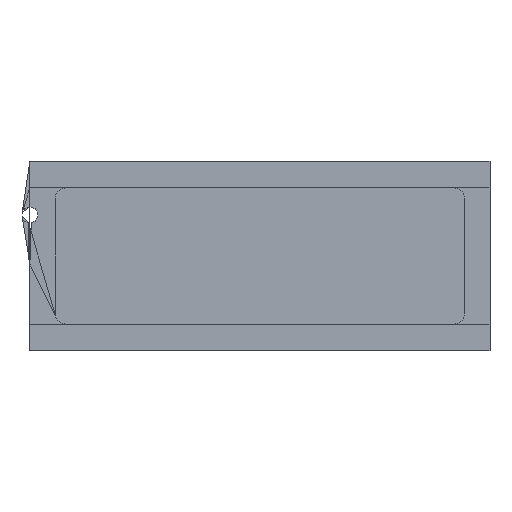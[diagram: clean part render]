
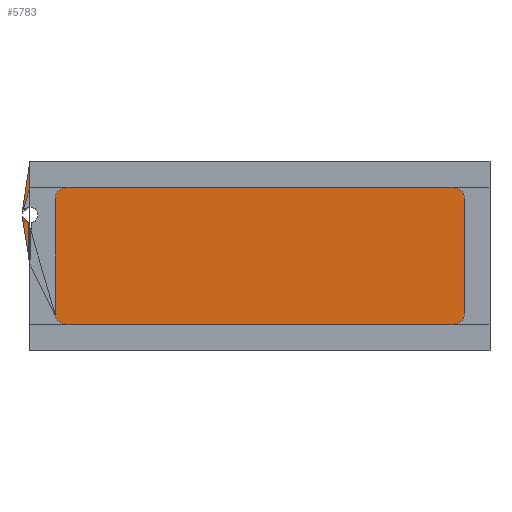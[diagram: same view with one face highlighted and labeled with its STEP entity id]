
A CAD part, top view. The second image highlights one B-rep face of the part: STEP entity #5783.
In plain terms, the highlighted planar face has unit normal (0, 0, -1).
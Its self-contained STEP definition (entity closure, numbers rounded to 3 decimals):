
#5360 = CARTESIAN_POINT ( 'NONE',  ( -21.59, 8.89, 0. ) ) ;
#5361 = VERTEX_POINT ( 'NONE', #5360 ) ;
#5362 = CARTESIAN_POINT ( 'NONE',  ( -21.59, 0.75, 0. ) ) ;
#5363 = VERTEX_POINT ( 'NONE', #5362 ) ;
#5364 = CARTESIAN_POINT ( 'NONE',  ( -21.59, -8.89, 0. ) ) ;
#5365 = DIRECTION ( 'NONE',  ( 0., -1., 0. ) ) ;
#5366 = VECTOR ( 'NONE', #5365, 1000. ) ;
#5367 = LINE ( 'NONE', #5364, #5366 ) ;
#5368 = EDGE_CURVE ( 'NONE', #5361, #5363, #5367, .T. ) ;
#5540 = CARTESIAN_POINT ( 'NONE',  ( 21.59, -8.89, 0. ) ) ;
#5541 = VERTEX_POINT ( 'NONE', #5540 ) ;
#5542 = CARTESIAN_POINT ( 'NONE',  ( 21.59, 8.89, 0. ) ) ;
#5543 = VERTEX_POINT ( 'NONE', #5542 ) ;
#5544 = CARTESIAN_POINT ( 'NONE',  ( 21.59, -8.89, 0. ) ) ;
#5545 = DIRECTION ( 'NONE',  ( 0., 1., 0. ) ) ;
#5546 = VECTOR ( 'NONE', #5545, 1000. ) ;
#5547 = LINE ( 'NONE', #5544, #5546 ) ;
#5548 = EDGE_CURVE ( 'NONE', #5541, #5543, #5547, .T. ) ;
#5603 = CARTESIAN_POINT ( 'NONE',  ( -21.59, 8.89, 0. ) ) ;
#5604 = DIRECTION ( 'NONE',  ( -1., 0., 0. ) ) ;
#5605 = VECTOR ( 'NONE', #5604, 1000. ) ;
#5606 = LINE ( 'NONE', #5603, #5605 ) ;
#5607 = EDGE_CURVE ( 'NONE', #5543, #5361, #5606, .T. ) ;
#5626 = CARTESIAN_POINT ( 'NONE',  ( -21.59, -0.75, 0. ) ) ;
#5627 = VERTEX_POINT ( 'NONE', #5626 ) ;
#5634 = CARTESIAN_POINT ( 'NONE',  ( -21.59, -8.89, 0. ) ) ;
#5635 = VERTEX_POINT ( 'NONE', #5634 ) ;
#5636 = CARTESIAN_POINT ( 'NONE',  ( -21.59, -8.89, 0. ) ) ;
#5637 = DIRECTION ( 'NONE',  ( 0., -1., 0. ) ) ;
#5638 = VECTOR ( 'NONE', #5637, 1000. ) ;
#5639 = LINE ( 'NONE', #5636, #5638 ) ;
#5640 = EDGE_CURVE ( 'NONE', #5627, #5635, #5639, .T. ) ;
#5672 = CARTESIAN_POINT ( 'NONE',  ( -21.59, -8.89, 0. ) ) ;
#5673 = DIRECTION ( 'NONE',  ( 1., 0., 0. ) ) ;
#5674 = VECTOR ( 'NONE', #5673, 1000. ) ;
#5675 = LINE ( 'NONE', #5672, #5674 ) ;
#5676 = EDGE_CURVE ( 'NONE', #5635, #5541, #5675, .T. ) ;
#5694 = CARTESIAN_POINT ( 'NONE',  ( -21.59, 3.85, 0. ) ) ;
#5695 = DIRECTION ( 'NONE',  ( 0., 0., 1. ) ) ;
#5696 = DIRECTION ( 'NONE',  ( 0., -1., 0. ) ) ;
#5697 = AXIS2_PLACEMENT_3D ( 'NONE', #5694, #5695, #5696 ) ;
#5698 = CIRCLE ( 'NONE', #5697, 0.75) ;
#5699 = EDGE_CURVE ( 'NONE', #5627, #5363, #5698, .T. ) ;
#5700 = ORIENTED_EDGE ( 'NONE', *, *, #5699, .T. ) ;
#5701 = ORIENTED_EDGE ( 'NONE', *, *, #5368, .F. ) ;
#5702 = ORIENTED_EDGE ( 'NONE', *, *, #5607, .F. ) ;
#5703 = ORIENTED_EDGE ( 'NONE', *, *, #5548, .F. ) ;
#5704 = ORIENTED_EDGE ( 'NONE', *, *, #5676, .F. ) ;
#5705 = ORIENTED_EDGE ( 'NONE', *, *, #5640, .F. ) ;
#5706 = EDGE_LOOP ( 'NONE', ( #5700, #5701, #5702, #5703, #5704, #5705 ) ) ;
#5707 = FACE_OUTER_BOUND ( 'NONE', #5706, .T. ) ;
#5708 = CARTESIAN_POINT ( 'NONE',  ( 18.2, 6.39, 0. ) ) ;
#5709 = VERTEX_POINT ( 'NONE', #5708 ) ;
#5710 = CARTESIAN_POINT ( 'NONE',  ( -18.2, 6.39, 0. ) ) ;
#5711 = VERTEX_POINT ( 'NONE', #5710 ) ;
#5712 = CARTESIAN_POINT ( 'NONE',  ( 19.2, 6.39, 0. ) ) ;
#5713 = DIRECTION ( 'NONE',  ( -1., 0., 0. ) ) ;
#5714 = VECTOR ( 'NONE', #5713, 1000. ) ;
#5715 = LINE ( 'NONE', #5712, #5714 ) ;
#5716 = EDGE_CURVE ( 'NONE', #5709, #5711, #5715, .T. ) ;
#5717 = ORIENTED_EDGE ( 'NONE', *, *, #5716, .T. ) ;
#5718 = CARTESIAN_POINT ( 'NONE',  ( -19.2, 5.39, 0. ) ) ;
#5719 = VERTEX_POINT ( 'NONE', #5718 ) ;
#5720 = CARTESIAN_POINT ( 'NONE',  ( -18.2, 5.39, 0. ) ) ;
#5721 = DIRECTION ( 'NONE',  ( 0., 0., 1. ) ) ;
#5722 = DIRECTION ( 'NONE',  ( 0., 1., 0. ) ) ;
#5723 = AXIS2_PLACEMENT_3D ( 'NONE', #5720, #5721, #5722 ) ;
#5724 = CIRCLE ( 'NONE', #5723, 1.0) ;
#5725 = EDGE_CURVE ( 'NONE', #5711, #5719, #5724, .T. ) ;
#5726 = ORIENTED_EDGE ( 'NONE', *, *, #5725, .T. ) ;
#5727 = CARTESIAN_POINT ( 'NONE',  ( -19.2, -5.39, 0. ) ) ;
#5728 = VERTEX_POINT ( 'NONE', #5727 ) ;
#5729 = CARTESIAN_POINT ( 'NONE',  ( -19.2, -6.39, 0. ) ) ;
#5730 = DIRECTION ( 'NONE',  ( 0., -1., 0. ) ) ;
#5731 = VECTOR ( 'NONE', #5730, 1000. ) ;
#5732 = LINE ( 'NONE', #5729, #5731 ) ;
#5733 = EDGE_CURVE ( 'NONE', #5719, #5728, #5732, .T. ) ;
#5734 = ORIENTED_EDGE ( 'NONE', *, *, #5733, .T. ) ;
#5735 = CARTESIAN_POINT ( 'NONE',  ( -18.2, -6.39, 0. ) ) ;
#5736 = VERTEX_POINT ( 'NONE', #5735 ) ;
#5737 = CARTESIAN_POINT ( 'NONE',  ( -18.2, -5.39, 0. ) ) ;
#5738 = DIRECTION ( 'NONE',  ( 0., 0., 1. ) ) ;
#5739 = DIRECTION ( 'NONE',  ( 0., 1., 0. ) ) ;
#5740 = AXIS2_PLACEMENT_3D ( 'NONE', #5737, #5738, #5739 ) ;
#5741 = CIRCLE ( 'NONE', #5740, 1.0) ;
#5742 = EDGE_CURVE ( 'NONE', #5728, #5736, #5741, .T. ) ;
#5743 = ORIENTED_EDGE ( 'NONE', *, *, #5742, .T. ) ;
#5744 = CARTESIAN_POINT ( 'NONE',  ( 18.2, -6.39, 0. ) ) ;
#5745 = VERTEX_POINT ( 'NONE', #5744 ) ;
#5746 = CARTESIAN_POINT ( 'NONE',  ( 19.2, -6.39, 0. ) ) ;
#5747 = DIRECTION ( 'NONE',  ( 1., 0., 0. ) ) ;
#5748 = VECTOR ( 'NONE', #5747, 1000. ) ;
#5749 = LINE ( 'NONE', #5746, #5748 ) ;
#5750 = EDGE_CURVE ( 'NONE', #5736, #5745, #5749, .T. ) ;
#5751 = ORIENTED_EDGE ( 'NONE', *, *, #5750, .T. ) ;
#5752 = CARTESIAN_POINT ( 'NONE',  ( 19.2, -5.39, 0. ) ) ;
#5753 = VERTEX_POINT ( 'NONE', #5752 ) ;
#5754 = CARTESIAN_POINT ( 'NONE',  ( 18.2, -5.39, 0. ) ) ;
#5755 = DIRECTION ( 'NONE',  ( 0., 0., 1. ) ) ;
#5756 = DIRECTION ( 'NONE',  ( 0., 1., 0. ) ) ;
#5757 = AXIS2_PLACEMENT_3D ( 'NONE', #5754, #5755, #5756 ) ;
#5758 = CIRCLE ( 'NONE', #5757, 1.0) ;
#5759 = EDGE_CURVE ( 'NONE', #5745, #5753, #5758, .T. ) ;
#5760 = ORIENTED_EDGE ( 'NONE', *, *, #5759, .T. ) ;
#5761 = CARTESIAN_POINT ( 'NONE',  ( 19.2, 5.39, 0. ) ) ;
#5762 = VERTEX_POINT ( 'NONE', #5761 ) ;
#5763 = CARTESIAN_POINT ( 'NONE',  ( 19.2, -6.39, 0. ) ) ;
#5764 = DIRECTION ( 'NONE',  ( 0., 1., 0. ) ) ;
#5765 = VECTOR ( 'NONE', #5764, 1000. ) ;
#5766 = LINE ( 'NONE', #5763, #5765 ) ;
#5767 = EDGE_CURVE ( 'NONE', #5753, #5762, #5766, .T. ) ;
#5768 = ORIENTED_EDGE ( 'NONE', *, *, #5767, .T. ) ;
#5769 = CARTESIAN_POINT ( 'NONE',  ( 18.2, 5.39, 0. ) ) ;
#5770 = DIRECTION ( 'NONE',  ( 0., 0., 1. ) ) ;
#5771 = DIRECTION ( 'NONE',  ( 0., 1., 0. ) ) ;
#5772 = AXIS2_PLACEMENT_3D ( 'NONE', #5769, #5770, #5771 ) ;
#5773 = CIRCLE ( 'NONE', #5772, 1.0) ;
#5774 = EDGE_CURVE ( 'NONE', #5762, #5709, #5773, .T. ) ;
#5775 = ORIENTED_EDGE ( 'NONE', *, *, #5774, .T. ) ;
#5776 = EDGE_LOOP ( 'NONE', ( #5717, #5726, #5734, #5743, #5751, #5760, #5768, #5775 ) ) ;
#5777 = FACE_BOUND ( 'NONE', #5776, .T. ) ;
#5778 = CARTESIAN_POINT ( 'NONE',  ( 0., 0., 0. ) ) ;
#5779 = DIRECTION ( 'NONE',  ( 0., 0., -1. ) ) ;
#5780 = DIRECTION ( 'NONE',  ( 0., 1., 0. ) ) ;
#5781 = AXIS2_PLACEMENT_3D ( 'NONE', #5778, #5779, #5780 ) ;
#5782 = PLANE ( 'NONE', #5781 ) ;
#5783 = ADVANCED_FACE ( 'NONE', ( #5707, #5777 ), #5782, .T. ) ;
